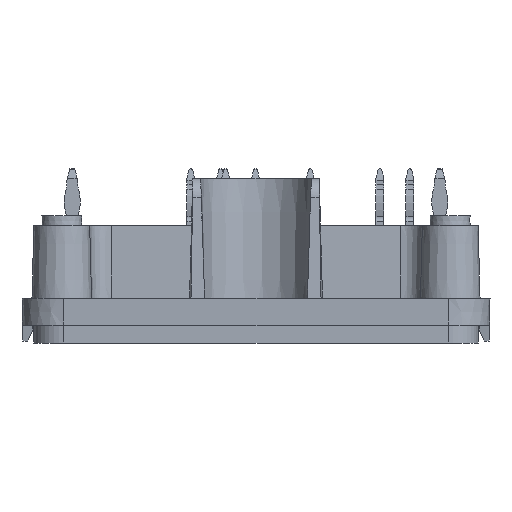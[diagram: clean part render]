
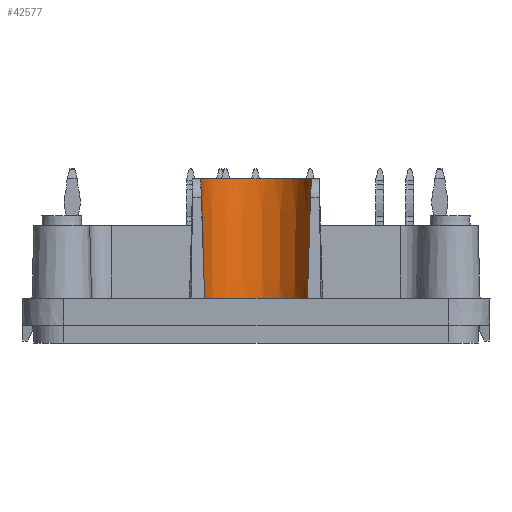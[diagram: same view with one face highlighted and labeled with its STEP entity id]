
A CAD part, left-side view. The second image highlights one B-rep face of the part: STEP entity #42577.
In plain terms, the highlighted conical face has half-angle 1 degrees and reference radius 5.538 mm.
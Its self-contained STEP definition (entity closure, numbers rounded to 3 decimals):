
#127=CONICAL_SURFACE('',#44671,5.538,0.017);
#423=B_SPLINE_CURVE_WITH_KNOTS('',3,(#59389,#59390,#59391,#59392,#59393),
 .UNSPECIFIED.,.F.,.F.,(4,1,4),(0.,0.002,0.003),
 .UNSPECIFIED.);
#424=B_SPLINE_CURVE_WITH_KNOTS('',3,(#59401,#59402,#59403,#59404,#59405),
 .UNSPECIFIED.,.F.,.F.,(4,1,4),(0.,0.002,
0.003),.UNSPECIFIED.);
#494=ELLIPSE('',#44664,126.261,6.231);
#495=ELLIPSE('',#44670,126.261,6.231);
#9786=ORIENTED_EDGE('',*,*,#17210,.F.);
#9787=ORIENTED_EDGE('',*,*,#18203,.T.);
#9788=ORIENTED_EDGE('',*,*,#18201,.T.);
#9789=ORIENTED_EDGE('',*,*,#18199,.T.);
#9790=ORIENTED_EDGE('',*,*,#18197,.T.);
#9791=ORIENTED_EDGE('',*,*,#18195,.T.);
#9792=ORIENTED_EDGE('',*,*,#18186,.T.);
#17210=EDGE_CURVE('',#21873,#21873,#24960,.T.);
#18186=EDGE_CURVE('',#22533,#22532,#25265,.T.);
#18195=EDGE_CURVE('',#22537,#22533,#494,.F.);
#18197=EDGE_CURVE('',#22538,#22537,#423,.T.);
#18199=EDGE_CURVE('',#22539,#22538,#25268,.F.);
#18201=EDGE_CURVE('',#22540,#22539,#424,.T.);
#18203=EDGE_CURVE('',#22532,#22540,#495,.F.);
#21873=VERTEX_POINT('',#56310);
#22532=VERTEX_POINT('',#59362);
#22533=VERTEX_POINT('',#59364);
#22537=VERTEX_POINT('',#59386);
#22538=VERTEX_POINT('',#59394);
#22539=VERTEX_POINT('',#59398);
#22540=VERTEX_POINT('',#59406);
#24960=CIRCLE('',#43940,5.349);
#25265=CIRCLE('',#44655,5.375);
#25268=CIRCLE('',#44667,5.585);
#26483=EDGE_LOOP('',(#9786));
#26484=EDGE_LOOP('',(#9787,#9788,#9789,#9790,#9791,#9792));
#28327=FACE_BOUND('',#26483,.T.);
#28328=FACE_BOUND('',#26484,.T.);
#42577=ADVANCED_FACE('',(#28327,#28328),#127,.F.);
#43940=AXIS2_PLACEMENT_3D('',#56309,#47102,#47103);
#44655=AXIS2_PLACEMENT_3D('',#59363,#48886,#48887);
#44664=AXIS2_PLACEMENT_3D('',#59385,#48908,#48909);
#44667=AXIS2_PLACEMENT_3D('',#59397,#48916,#48917);
#44670=AXIS2_PLACEMENT_3D('',#59409,#48924,#48925);
#44671=AXIS2_PLACEMENT_3D('',#59410,#48926,#48927);
#47102=DIRECTION('',(0.,0.,1.));
#47103=DIRECTION('',(1.,0.,0.));
#48886=DIRECTION('',(0.,0.,1.));
#48887=DIRECTION('',(-1.,0.,0.));
#48908=DIRECTION('',(0.999,0.,-0.052));
#48909=DIRECTION('',(0.052,0.,0.999));
#48916=DIRECTION('',(0.,0.,-1.));
#48917=DIRECTION('',(1.,0.,0.));
#48924=DIRECTION('',(0.999,0.,-0.052));
#48925=DIRECTION('',(0.052,0.,0.999));
#48926=DIRECTION('',(0.,0.,1.));
#48927=DIRECTION('',(-1.,0.,0.));
#56309=CARTESIAN_POINT('',(-46.5,0.,-0.3));
#56310=CARTESIAN_POINT('',(-41.151,0.,-0.3));
#59362=CARTESIAN_POINT('',(-48.,-5.162,1.2));
#59363=CARTESIAN_POINT('',(-46.5,0.,1.2));
#59364=CARTESIAN_POINT('',(-48.,5.162,1.2));
#59385=CARTESIAN_POINT('',(-44.299,0.,71.817));
#59386=CARTESIAN_POINT('',(-47.47,5.466,11.305));
#59389=CARTESIAN_POINT('',(-45.473,5.49,13.2));
#59390=CARTESIAN_POINT('',(-45.977,5.584,13.2));
#59391=CARTESIAN_POINT('',(-46.987,5.597,12.796));
#59392=CARTESIAN_POINT('',(-47.444,5.48,11.816));
#59393=CARTESIAN_POINT('',(-47.47,5.466,11.305));
#59394=CARTESIAN_POINT('',(-45.473,5.49,13.2));
#59397=CARTESIAN_POINT('',(-46.5,0.,13.2));
#59398=CARTESIAN_POINT('',(-45.473,-5.49,13.2));
#59401=CARTESIAN_POINT('',(-47.47,-5.466,11.305));
#59402=CARTESIAN_POINT('',(-47.444,-5.48,11.816));
#59403=CARTESIAN_POINT('',(-46.988,-5.597,12.795));
#59404=CARTESIAN_POINT('',(-45.977,-5.584,13.2));
#59405=CARTESIAN_POINT('',(-45.473,-5.49,13.2));
#59406=CARTESIAN_POINT('',(-47.47,-5.466,11.305));
#59409=CARTESIAN_POINT('',(-44.299,0.,71.817));
#59410=CARTESIAN_POINT('',(-46.5,0.,10.497));
